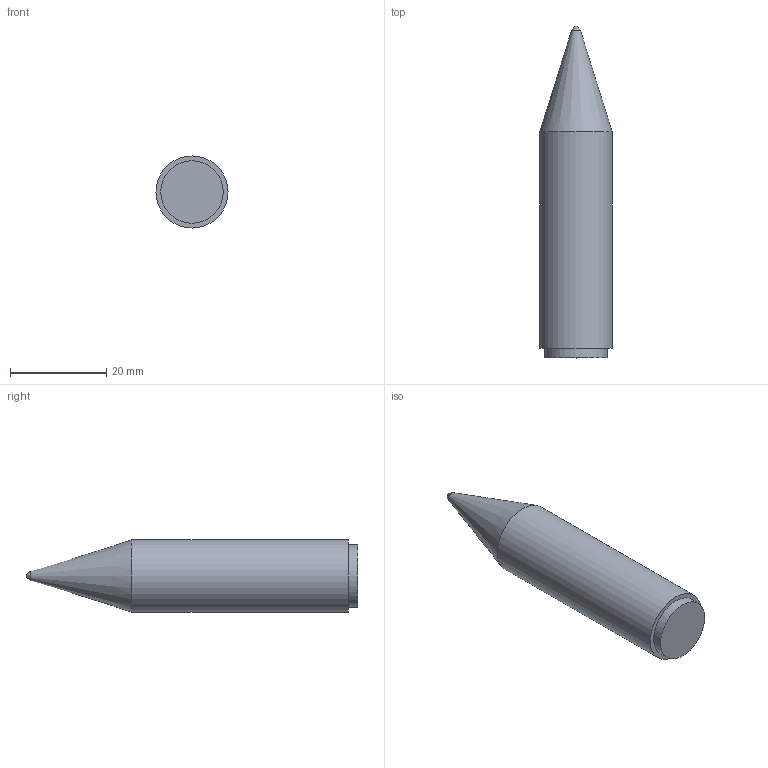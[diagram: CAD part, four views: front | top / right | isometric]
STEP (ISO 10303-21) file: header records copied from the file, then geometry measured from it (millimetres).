
FILE_DESCRIPTION(/* description */ (''),/* implementation_level */ '2;1');
FILE_NAME(/* name */ 'SeminarMiniMarker.step',/* time_stamp */ '2025-05-16T14:00:03+02:00',/* author */ (''),/* organization */ (''),/* preprocessor_version */ 'ST-DEVELOPER v20.1',/* originating_system */ 'Autodesk Translation Framework v14.4.0.0',/* authorisation */ '');
FILE_SCHEMA (('AUTOMOTIVE_DESIGN { 1 0 10303 214 3 1 1 }'));
Length unit declared in the file: millimetre
Products named in the file (1): SeminarMiniMarker
Bounding box: 15 x 69 x 15 mm (x, y, z)
Volume: 9630 mm3; surface area: 2967 mm2
Topology: 1 solids, 1 shells, 6 faces, 11 edges, 7 vertices
Faces by surface type: cylinder 2, plane 2, bspline 1, cone 1
Full cylindrical faces by diameter (mm): 13 x1, 15 x1
Entity records: 211 total; most frequent: CARTESIAN_POINT 50, DIRECTION 29, ORIENTED_EDGE 20, AXIS2_PLACEMENT_3D 13, EDGE_CURVE 10, EDGE_LOOP 7, CIRCLE 7, VERTEX_POINT 7
